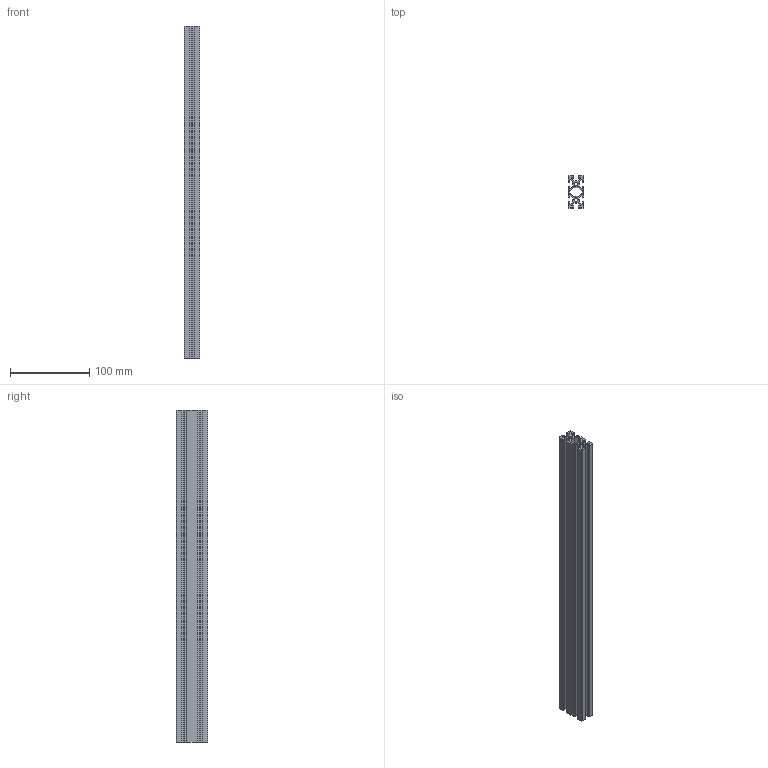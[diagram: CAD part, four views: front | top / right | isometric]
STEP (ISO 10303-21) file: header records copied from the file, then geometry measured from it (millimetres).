
FILE_DESCRIPTION (( 'STEP AP203' ), '1' );
FILE_NAME ('misumi-HFSB5-2040-extrusion.step', '2016-03-08T04:34:33', ( '' ), ( '' ), 'SwSTEP 2.0', 'SolidWorks 2015', '' );
FILE_SCHEMA (( 'CONFIG_CONTROL_DESIGN' ));
Length unit declared in the file: millimetre
Products named in the file (1): misumi-HFSB5-2040-extrusion
Bounding box: 20 x 40 x 420 mm (x, y, z)
Volume: 135874.9 mm3; surface area: 131955 mm2
Topology: 1 solids, 1 shells, 124 faces, 366 edges, 244 vertices
Faces by surface type: plane 96, cylinder 28
Entity records: 4195 total; most frequent: CARTESIAN_POINT 735, ORIENTED_EDGE 732, DIRECTION 672, EDGE_CURVE 366, VECTOR 310, LINE 310, VERTEX_POINT 244, AXIS2_PLACEMENT_3D 181
